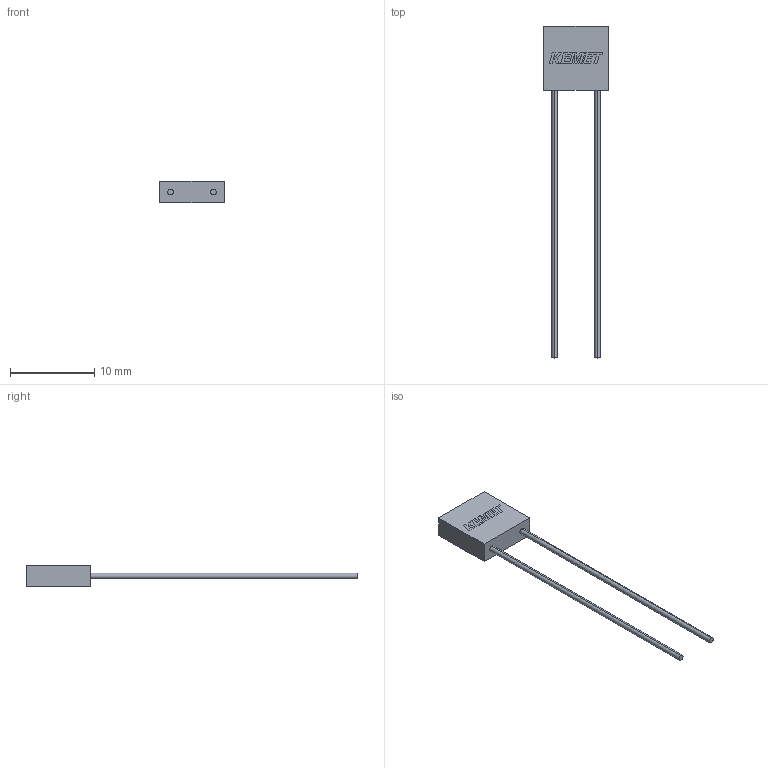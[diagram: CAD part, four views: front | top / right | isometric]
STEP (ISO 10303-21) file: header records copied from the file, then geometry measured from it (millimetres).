
FILE_DESCRIPTION (( 'STEP AP214' ), '1' );
FILE_NAME ('CCRM_ST_C062_L7.62H7.62T2.54S5.08LL31.75F0.686.STEP', '2017-11-28T14:57:40', ( '' ), ( '' ), 'SwSTEP 2.0', 'SolidWorks 2014', '' );
FILE_SCHEMA (( 'AUTOMOTIVE_DESIGN' ));
Length unit declared in the file: millimetre
Products named in the file (1): CCRM_ST_C062_L7.62H7.62T2.54S5.08LL31.75F0.686
Bounding box: 7.62 x 39.37 x 2.54 mm (x, y, z)
Volume: 171 mm3; surface area: 339.7 mm2
Topology: 4 solids, 4 shells, 69 faces, 177 edges, 118 vertices
Faces by surface type: plane 65, cylinder 4
Entity records: 2879 total; most frequent: CARTESIAN_POINT 365, ORIENTED_EDGE 354, DIRECTION 325, EDGE_CURVE 177, LINE 169, VECTOR 169, VERTEX_POINT 118, AXIS2_PLACEMENT_3D 78
